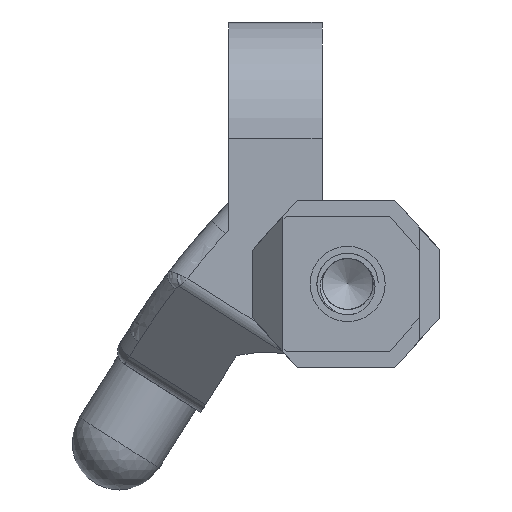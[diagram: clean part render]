
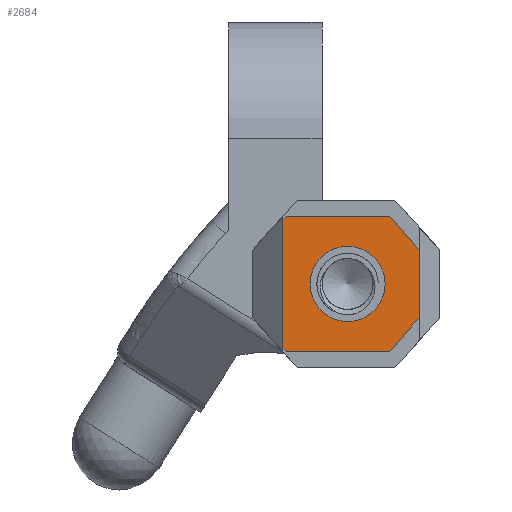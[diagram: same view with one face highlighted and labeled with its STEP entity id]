
A CAD part, left-side view. The second image highlights one B-rep face of the part: STEP entity #2684.
In plain terms, the highlighted planar face has unit normal (-1, 0, 0).
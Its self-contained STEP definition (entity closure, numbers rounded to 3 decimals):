
#43=FACE_BOUND('',#359,.T.);
#86=PLANE('',#2867);
#200=FACE_OUTER_BOUND('',#358,.T.);
#358=EDGE_LOOP('',(#2157,#2158,#2159,#2160,#2161,#2162,#2163,#2164));
#359=EDGE_LOOP('',(#2165));
#450=CIRCLE('',#2834,5.);
#683=LINE('',#7183,#893);
#689=LINE('',#7194,#899);
#690=LINE('',#7198,#900);
#694=LINE('',#7205,#904);
#745=LINE('',#7318,#955);
#748=LINE('',#7323,#958);
#749=LINE('',#7325,#959);
#750=LINE('',#7327,#960);
#893=VECTOR('',#3205,10.);
#899=VECTOR('',#3213,10.);
#900=VECTOR('',#3216,10.);
#904=VECTOR('',#3222,10.);
#955=VECTOR('',#3303,10.);
#958=VECTOR('',#3308,10.);
#959=VECTOR('',#3311,10.);
#960=VECTOR('',#3314,10.);
#1144=VERTEX_POINT('',#7136);
#1160=VERTEX_POINT('',#7181);
#1161=VERTEX_POINT('',#7182);
#1165=VERTEX_POINT('',#7192);
#1166=VERTEX_POINT('',#7196);
#1167=VERTEX_POINT('',#7197);
#1211=VERTEX_POINT('',#7315);
#1212=VERTEX_POINT('',#7317);
#1213=VERTEX_POINT('',#7321);
#1460=EDGE_CURVE('',#1144,#1144,#450,.T.);
#1481=EDGE_CURVE('',#1160,#1161,#683,.T.);
#1487=EDGE_CURVE('',#1160,#1165,#689,.T.);
#1488=EDGE_CURVE('',#1166,#1167,#690,.T.);
#1492=EDGE_CURVE('',#1166,#1161,#694,.T.);
#1548=EDGE_CURVE('',#1212,#1211,#745,.T.);
#1551=EDGE_CURVE('',#1211,#1213,#748,.T.);
#1552=EDGE_CURVE('',#1165,#1212,#749,.T.);
#1553=EDGE_CURVE('',#1213,#1167,#750,.T.);
#2157=ORIENTED_EDGE('',*,*,#1481,.F.);
#2158=ORIENTED_EDGE('',*,*,#1487,.T.);
#2159=ORIENTED_EDGE('',*,*,#1552,.T.);
#2160=ORIENTED_EDGE('',*,*,#1548,.T.);
#2161=ORIENTED_EDGE('',*,*,#1551,.T.);
#2162=ORIENTED_EDGE('',*,*,#1553,.T.);
#2163=ORIENTED_EDGE('',*,*,#1488,.F.);
#2164=ORIENTED_EDGE('',*,*,#1492,.T.);
#2165=ORIENTED_EDGE('',*,*,#1460,.T.);
#2684=ADVANCED_FACE('',(#200,#43),#86,.T.);
#2834=AXIS2_PLACEMENT_3D('',#7137,#3164,#3165);
#2867=AXIS2_PLACEMENT_3D('',#7328,#3315,#3316);
#3164=DIRECTION('center_axis',(1.,0.,0.));
#3165=DIRECTION('ref_axis',(0.,0.,1.));
#3205=DIRECTION('',(0.,0.707,0.707));
#3213=DIRECTION('',(0.,-1.,0.));
#3216=DIRECTION('',(0.,-0.707,0.707));
#3222=DIRECTION('',(0.,0.,-1.));
#3303=DIRECTION('',(0.,0.,1.));
#3308=DIRECTION('',(0.,0.654,0.756));
#3311=DIRECTION('',(0.,-0.654,0.756));
#3314=DIRECTION('',(0.,1.,0.));
#3315=DIRECTION('center_axis',(-1.,0.,0.));
#3316=DIRECTION('ref_axis',(0.,0.,1.));
#7136=CARTESIAN_POINT('',(-91.,-0.854,26.12));
#7137=CARTESIAN_POINT('Origin',(-91.,-0.854,31.12));
#7181=CARTESIAN_POINT('',(-91.,7.271,22.12));
#7182=CARTESIAN_POINT('',(-91.,7.771,22.62));
#7183=CARTESIAN_POINT('',(-91.,7.666,22.515));
#7192=CARTESIAN_POINT('',(-91.,-6.479,22.12));
#7194=CARTESIAN_POINT('',(-91.,-3.564,22.12));
#7196=CARTESIAN_POINT('',(-91.,7.771,39.62));
#7197=CARTESIAN_POINT('',(-91.,7.271,40.12));
#7198=CARTESIAN_POINT('',(-91.,7.666,39.725));
#7205=CARTESIAN_POINT('',(-91.,7.771,26.62));
#7315=CARTESIAN_POINT('',(-91.,-10.479,35.495));
#7317=CARTESIAN_POINT('',(-91.,-10.479,26.745));
#7318=CARTESIAN_POINT('',(-91.,-10.479,33.308));
#7321=CARTESIAN_POINT('',(-91.,-6.479,40.12));
#7323=CARTESIAN_POINT('',(-91.,-7.458,38.988));
#7325=CARTESIAN_POINT('',(-91.,-9.458,25.565));
#7327=CARTESIAN_POINT('',(-91.,3.561,40.12));
#7328=CARTESIAN_POINT('Origin',(-91.,-0.65,31.12));
